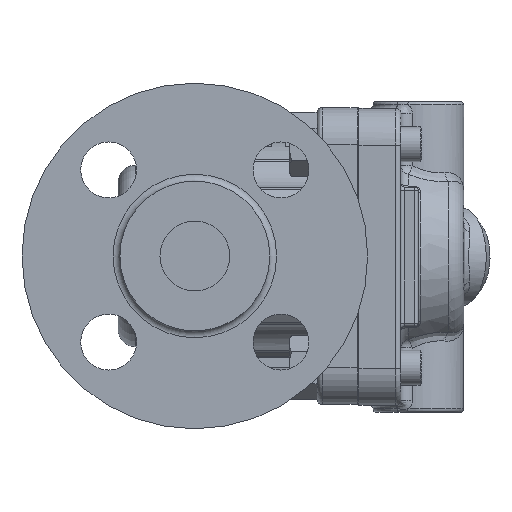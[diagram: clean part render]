
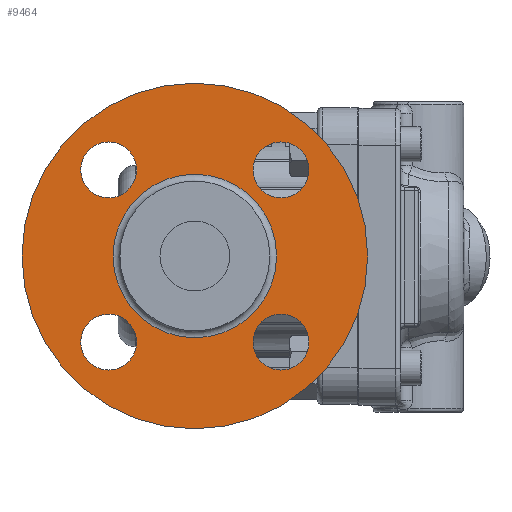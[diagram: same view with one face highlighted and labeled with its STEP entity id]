
A CAD part, left-side view. The second image highlights one B-rep face of the part: STEP entity #9464.
In plain terms, the highlighted planar face has unit normal (-1, 0, 0).
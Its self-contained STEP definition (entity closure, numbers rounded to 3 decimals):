
#2012=FACE_BOUND('',#2711,.T.);
#2013=FACE_BOUND('',#2712,.T.);
#2014=FACE_BOUND('',#2713,.T.);
#2015=FACE_BOUND('',#2714,.T.);
#2016=FACE_BOUND('',#2715,.T.);
#2074=FACE_OUTER_BOUND('',#2710,.T.);
#2710=EDGE_LOOP('',(#6373));
#2711=EDGE_LOOP('',(#6374));
#2712=EDGE_LOOP('',(#6375));
#2713=EDGE_LOOP('',(#6376));
#2714=EDGE_LOOP('',(#6377));
#2715=EDGE_LOOP('',(#6378));
#3364=CIRCLE('',#10167,23.41);
#3367=CIRCLE('',#10171,49.5);
#3368=CIRCLE('',#10172,8.);
#3369=CIRCLE('',#10173,8.);
#3370=CIRCLE('',#10174,8.);
#3371=CIRCLE('',#10175,8.);
#3846=VERTEX_POINT('',#13996);
#3848=VERTEX_POINT('',#14002);
#3849=VERTEX_POINT('',#14004);
#3850=VERTEX_POINT('',#14006);
#3851=VERTEX_POINT('',#14008);
#3852=VERTEX_POINT('',#14010);
#4793=EDGE_CURVE('',#3846,#3846,#3364,.T.);
#4796=EDGE_CURVE('',#3848,#3848,#3367,.T.);
#4797=EDGE_CURVE('',#3849,#3849,#3368,.T.);
#4798=EDGE_CURVE('',#3850,#3850,#3369,.T.);
#4799=EDGE_CURVE('',#3851,#3851,#3370,.T.);
#4800=EDGE_CURVE('',#3852,#3852,#3371,.T.);
#6373=ORIENTED_EDGE('',*,*,#4796,.F.);
#6374=ORIENTED_EDGE('',*,*,#4797,.T.);
#6375=ORIENTED_EDGE('',*,*,#4798,.T.);
#6376=ORIENTED_EDGE('',*,*,#4799,.T.);
#6377=ORIENTED_EDGE('',*,*,#4800,.T.);
#6378=ORIENTED_EDGE('',*,*,#4793,.F.);
#9221=PLANE('',#10170);
#9464=ADVANCED_FACE('',(#2074,#2012,#2013,#2014,#2015,#2016),#9221,.F.);
#10167=AXIS2_PLACEMENT_3D('',#13997,#11340,#11341);
#10170=AXIS2_PLACEMENT_3D('',#14001,#11346,#11347);
#10171=AXIS2_PLACEMENT_3D('',#14003,#11348,#11349);
#10172=AXIS2_PLACEMENT_3D('',#14005,#11350,#11351);
#10173=AXIS2_PLACEMENT_3D('',#14007,#11352,#11353);
#10174=AXIS2_PLACEMENT_3D('',#14009,#11354,#11355);
#10175=AXIS2_PLACEMENT_3D('',#14011,#11356,#11357);
#11340=DIRECTION('center_axis',(-1.,0.,0.));
#11341=DIRECTION('ref_axis',(0.,0.,1.));
#11346=DIRECTION('center_axis',(1.,0.,0.));
#11347=DIRECTION('ref_axis',(0.,0.,-1.));
#11348=DIRECTION('center_axis',(1.,0.,0.));
#11349=DIRECTION('ref_axis',(0.,0.,-1.));
#11350=DIRECTION('center_axis',(1.,0.,0.));
#11351=DIRECTION('ref_axis',(0.,0.,1.));
#11352=DIRECTION('center_axis',(1.,0.,0.));
#11353=DIRECTION('ref_axis',(0.,-1.,0.));
#11354=DIRECTION('center_axis',(1.,0.,0.));
#11355=DIRECTION('ref_axis',(0.,0.,-1.));
#11356=DIRECTION('center_axis',(1.,0.,0.));
#11357=DIRECTION('ref_axis',(0.,1.,0.));
#13996=CARTESIAN_POINT('',(-101.921,12.405,-23.41));
#13997=CARTESIAN_POINT('Origin',(-101.921,12.405,0.));
#14001=CARTESIAN_POINT('Origin',(-101.921,12.405,0.));
#14002=CARTESIAN_POINT('',(-101.921,12.405,49.5));
#14003=CARTESIAN_POINT('Origin',(-101.921,12.405,0.));
#14004=CARTESIAN_POINT('',(-101.921,37.083,16.678));
#14005=CARTESIAN_POINT('Origin',(-101.921,37.083,24.678));
#14006=CARTESIAN_POINT('',(-101.921,-4.273,24.678));
#14007=CARTESIAN_POINT('Origin',(-101.921,-12.273,24.678));
#14008=CARTESIAN_POINT('',(-101.921,-12.273,-16.678));
#14009=CARTESIAN_POINT('Origin',(-101.921,-12.273,-24.678));
#14010=CARTESIAN_POINT('',(-101.921,29.083,-24.678));
#14011=CARTESIAN_POINT('Origin',(-101.921,37.083,-24.678));
